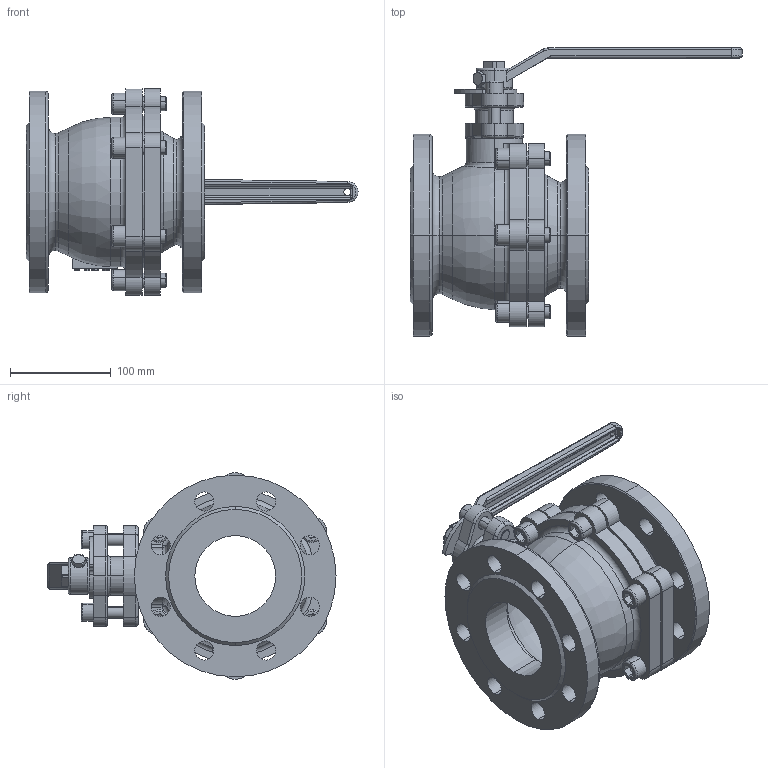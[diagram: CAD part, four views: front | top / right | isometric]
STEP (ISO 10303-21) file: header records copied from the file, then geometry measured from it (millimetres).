
FILE_DESCRIPTION (( 'STEP AP203' ), '1' );
FILE_NAME ('肅80蚾饜极.STEP', '2023-08-23T07:05:08', ( '' ), ( '' ), 'SwSTEP 2.0', 'SolidWorks 2021', '' );
FILE_SCHEMA (( 'CONFIG_CONTROL_DESIGN' ));
Length unit declared in the file: millimetre
Products named in the file (10): hexagon socket head cap screws gb_GB_FASTENER_SCREWS_HSHCS M14X40-N; 肅80衵概极; 日80借德80填料压盖; 日80借德65手柄; hexagon socket head cap screws gb_GB_FASTENER_SCREWS_HSHCS M12X45-N; 肅80酘概极; 日80借德80限位块; 肅80蚾饜极; hexagon head bolts-full thread gb_GB_FASTENER_BOLT_STBAB A M8X16-N; 肅80概裝
Assembly tree (15 placements, depth 2):
  肅80蚾饜极
    肅80酘概极
    肅80衵概极
    肅80概裝
    日80借德80填料压盖
    日80借德80限位块
    日80借德65手柄
    hexagon socket head cap screws gb_GB_FASTENER_SCREWS_HSHCS M14X40-N  x6
    hexagon socket head cap screws gb_GB_FASTENER_SCREWS_HSHCS M12X45-N  x2
    hexagon head bolts-full thread gb_GB_FASTENER_BOLT_STBAB A M8X16-N
Bounding box: 329.1 x 285.62 x 205 mm (x, y, z)
Volume: 2139054.3 mm3; surface area: 415521.9 mm2
Topology: 15 solids, 15 shells, 738 faces, 1854 edges, 1168 vertices
Faces by surface type: plane 328, cylinder 241, torus 61, cone 58, bspline 46, sphere 4
Entity records: 21710 total; most frequent: CARTESIAN_POINT 5958, DIRECTION 3044, ORIENTED_EDGE 3024, EDGE_CURVE 1512, AXIS2_PLACEMENT_3D 1131, VERTEX_POINT 970, LINE 782, VECTOR 782
